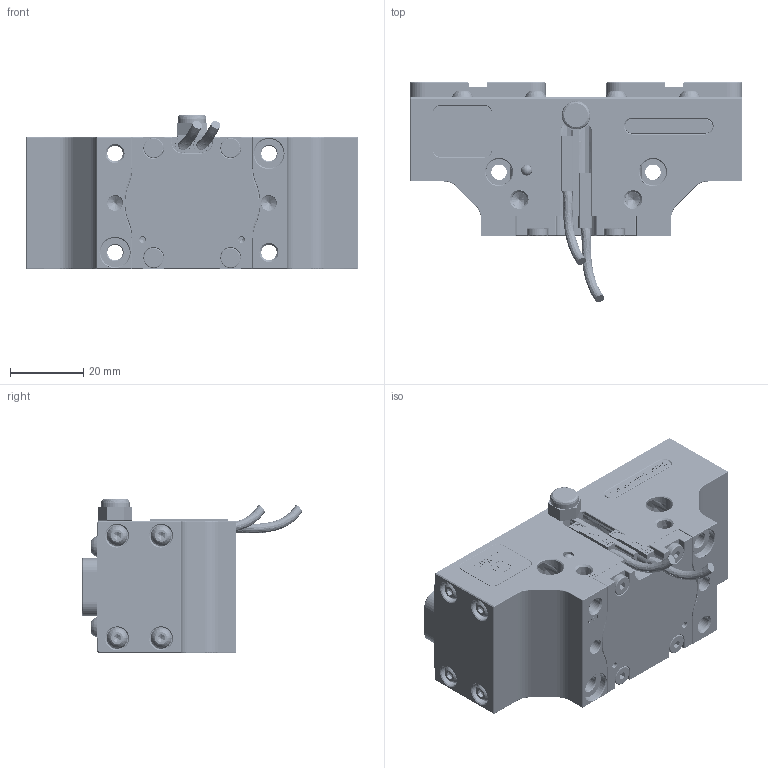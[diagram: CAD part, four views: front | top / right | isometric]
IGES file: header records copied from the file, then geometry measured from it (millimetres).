
Start section: SolidWorks IGES file using analytic representation for surfaces
Global section: file name: FY-JGP 64-1-SAD.IGS,; native system: SolidWorks 2015; preprocessor: SolidWorks 2015; author: Administrator; date: 240413.101501; units: millimetre
Bounding box: 90.6 x 60.07 x 41.99 mm (x, y, z)
Surface area: 50359.9 mm2 (no closed solid volume)
Topology: 0 solids, 0 shells, 3398 faces, 35999 edges, 35901 vertices
Faces by surface type: bspline 2538, revolution 860
